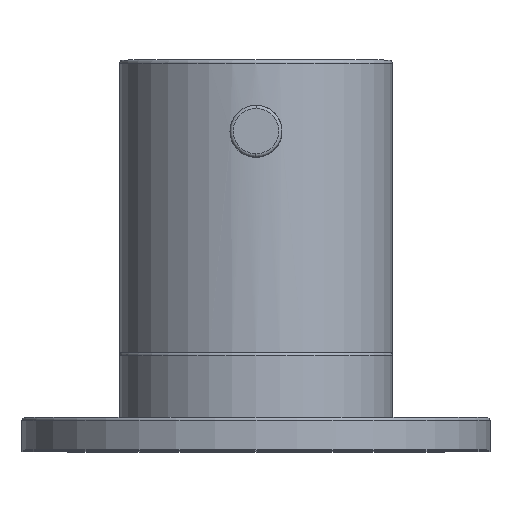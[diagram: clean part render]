
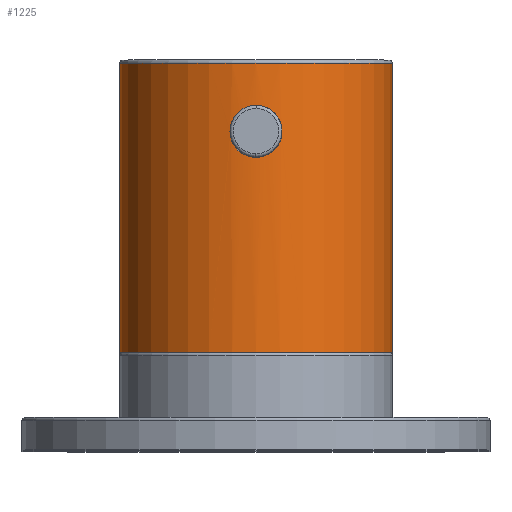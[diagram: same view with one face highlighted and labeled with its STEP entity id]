
A CAD part, top view. The second image highlights one B-rep face of the part: STEP entity #1225.
In plain terms, the highlighted cylindrical face has radius 21 mm (diameter 42 mm), a partial arc.
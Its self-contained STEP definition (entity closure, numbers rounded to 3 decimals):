
#893=CARTESIAN_POINT('',(0.,59.5,75.));
#894=DIRECTION('',(0.,1.,0.));
#895=DIRECTION('',(-1.,0.,0.));
#896=AXIS2_PLACEMENT_3D('',#893,#894,#895);
#898=DIRECTION('',(0.,1.,0.));
#899=VECTOR('',#898,44.5);
#900=CARTESIAN_POINT('',(-21.,15.,75.));
#901=LINE('',#900,#899);
#902=CARTESIAN_POINT('',(0.,45.,96.));
#903=CARTESIAN_POINT('',(0.314,45.,96.));
#904=CARTESIAN_POINT('',(0.93,45.07,95.986));
#905=CARTESIAN_POINT('',(1.863,45.415,95.923));
#906=CARTESIAN_POINT('',(2.66,45.962,95.835));
#907=CARTESIAN_POINT('',(3.304,46.679,95.741));
#908=CARTESIAN_POINT('',(3.755,47.514,95.663));
#909=CARTESIAN_POINT('',(4.002,48.459,95.615));
#910=CARTESIAN_POINT('',(4.018,49.419,95.612));
#911=CARTESIAN_POINT('',(3.793,50.392,95.655));
#912=CARTESIAN_POINT('',(3.35,51.258,95.734));
#913=CARTESIAN_POINT('',(2.702,52.003,95.83));
#914=CARTESIAN_POINT('',(1.899,52.568,95.92));
#915=CARTESIAN_POINT('',(0.94,52.929,95.986));
#916=CARTESIAN_POINT('',(0.317,53.,96.));
#917=CARTESIAN_POINT('',(0.,53.,96.));
#919=CARTESIAN_POINT('',(0.,53.,96.));
#920=CARTESIAN_POINT('',(-0.314,53.,96.));
#921=CARTESIAN_POINT('',(-0.929,52.93,95.986));
#922=CARTESIAN_POINT('',(-1.863,52.585,95.923));
#923=CARTESIAN_POINT('',(-2.66,52.038,95.835));
#924=CARTESIAN_POINT('',(-3.304,51.321,95.741));
#925=CARTESIAN_POINT('',(-3.755,50.487,95.663));
#926=CARTESIAN_POINT('',(-4.002,49.541,95.615));
#927=CARTESIAN_POINT('',(-4.018,48.581,95.612));
#928=CARTESIAN_POINT('',(-3.793,47.608,95.655));
#929=CARTESIAN_POINT('',(-3.35,46.742,95.734));
#930=CARTESIAN_POINT('',(-2.702,45.997,95.83));
#931=CARTESIAN_POINT('',(-1.899,45.431,95.92));
#932=CARTESIAN_POINT('',(-0.94,45.07,95.986));
#933=CARTESIAN_POINT('',(-0.317,45.,96.));
#934=CARTESIAN_POINT('',(0.,45.,96.));
#961=DIRECTION('',(0.,1.,0.));
#962=VECTOR('',#961,44.5);
#963=CARTESIAN_POINT('',(21.,15.,75.));
#964=LINE('',#963,#962);
#1003=CARTESIAN_POINT('',(0.,15.,75.));
#1004=DIRECTION('',(0.,1.,0.));
#1005=DIRECTION('',(-1.,0.,0.));
#1006=AXIS2_PLACEMENT_3D('',#1003,#1004,#1005);
#1102=CARTESIAN_POINT('',(21.,15.,75.));
#1103=CARTESIAN_POINT('',(-21.,15.,75.));
#1104=VERTEX_POINT('',#1102);
#1105=VERTEX_POINT('',#1103);
#1114=CARTESIAN_POINT('',(-21.,59.5,75.));
#1115=CARTESIAN_POINT('',(21.,59.5,75.));
#1116=VERTEX_POINT('',#1114);
#1117=VERTEX_POINT('',#1115);
#1118=VERTEX_POINT('',#902);
#1119=VERTEX_POINT('',#917);
#1206=CARTESIAN_POINT('',(0.,15.,75.));
#1207=DIRECTION('',(0.,1.,0.));
#1208=DIRECTION('',(1.,0.,0.));
#1209=AXIS2_PLACEMENT_3D('',#1206,#1207,#1208);
#1210=CYLINDRICAL_SURFACE('',#1209,21.);
#1212=ORIENTED_EDGE('',*,*,#1211,.T.);
#1214=ORIENTED_EDGE('',*,*,#1213,.F.);
#1216=ORIENTED_EDGE('',*,*,#1215,.F.);
#1218=ORIENTED_EDGE('',*,*,#1217,.T.);
#1219=EDGE_LOOP('',(#1212,#1214,#1216,#1218));
#1220=FACE_OUTER_BOUND('',#1219,.F.);
#1221=ORIENTED_EDGE('',*,*,#1200,.T.);
#1222=ORIENTED_EDGE('',*,*,#1186,.T.);
#1223=EDGE_LOOP('',(#1221,#1222));
#1224=FACE_BOUND('',#1223,.F.);
#1225=ADVANCED_FACE('',(#1220,#1224),#1210,.T.);
#897=CIRCLE('',#896,21.);
#918=B_SPLINE_CURVE_WITH_KNOTS('',3,(#902,#903,#904,#905,#906,#907,#908,#909,
#910,#911,#912,#913,#914,#915,#916,#917),.UNSPECIFIED.,.F.,.F.,(4,1,1,1,1,1,1,1,
1,1,1,1,1,4),(0.,0.077,0.154,0.231,
0.308,0.385,0.462,0.538,
0.615,0.692,0.769,0.846,
0.923,1.),.UNSPECIFIED.);
#935=B_SPLINE_CURVE_WITH_KNOTS('',3,(#919,#920,#921,#922,#923,#924,#925,#926,
#927,#928,#929,#930,#931,#932,#933,#934),.UNSPECIFIED.,.F.,.F.,(4,1,1,1,1,1,1,1,
1,1,1,1,1,4),(0.,0.077,0.154,0.231,
0.308,0.385,0.462,0.538,
0.615,0.692,0.769,0.846,
0.923,1.),.UNSPECIFIED.);
#1007=CIRCLE('',#1006,21.);
#1186=EDGE_CURVE('',#1119,#1118,#935,.T.);
#1200=EDGE_CURVE('',#1118,#1119,#918,.T.);
#1211=EDGE_CURVE('',#1116,#1117,#897,.T.);
#1213=EDGE_CURVE('',#1104,#1117,#964,.T.);
#1215=EDGE_CURVE('',#1105,#1104,#1007,.T.);
#1217=EDGE_CURVE('',#1105,#1116,#901,.T.);
